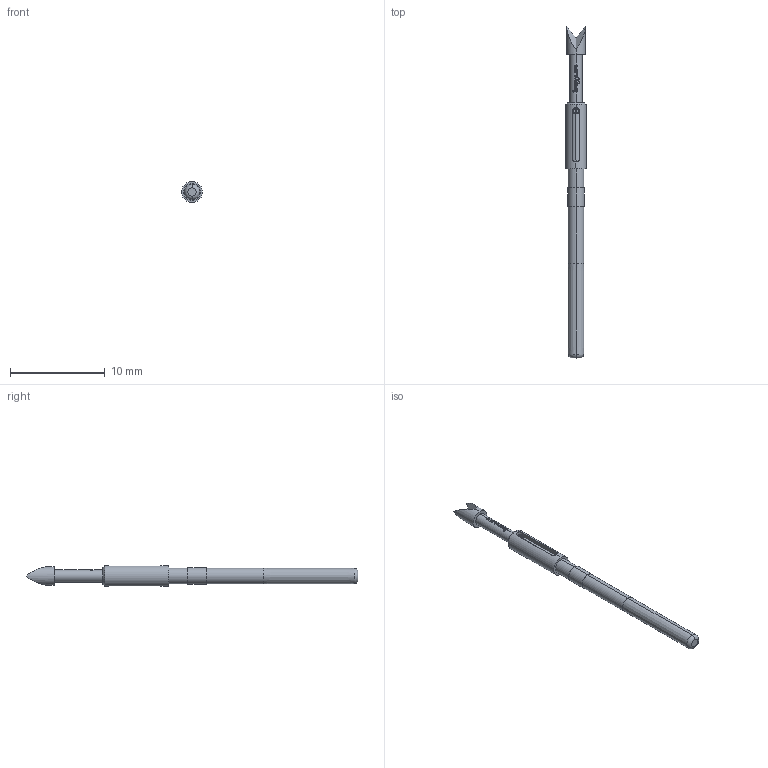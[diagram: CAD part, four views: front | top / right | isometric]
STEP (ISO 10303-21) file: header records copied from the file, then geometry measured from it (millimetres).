
FILE_DESCRIPTION (( 'STEP AP203' ), '1' );
FILE_NAME ('INGUN_GKS-710_222_200_A_xx07.STEP', '2020-12-21T09:51:04', ( '' ), ( '' ), 'SwSTEP 2.0', 'SolidWorks 2018', '' );
FILE_SCHEMA (( 'CONFIG_CONTROL_DESIGN' ));
Length unit declared in the file: millimetre
Products named in the file (1): INGUN_GKS-710_222_200_A_xx07
Bounding box: 2.2 x 35.1 x 2.2 mm (x, y, z)
Volume: 77.7 mm3; surface area: 209.9 mm2
Topology: 1 solids, 1 shells, 140 faces, 380 edges, 249 vertices
Faces by surface type: plane 62, cylinder 44, bspline 22, cone 10, torus 2
Entity records: 4839 total; most frequent: CARTESIAN_POINT 1411, ORIENTED_EDGE 760, DIRECTION 624, EDGE_CURVE 380, VERTEX_POINT 249, AXIS2_PLACEMENT_3D 240, EDGE_LOOP 147, VECTOR 144
